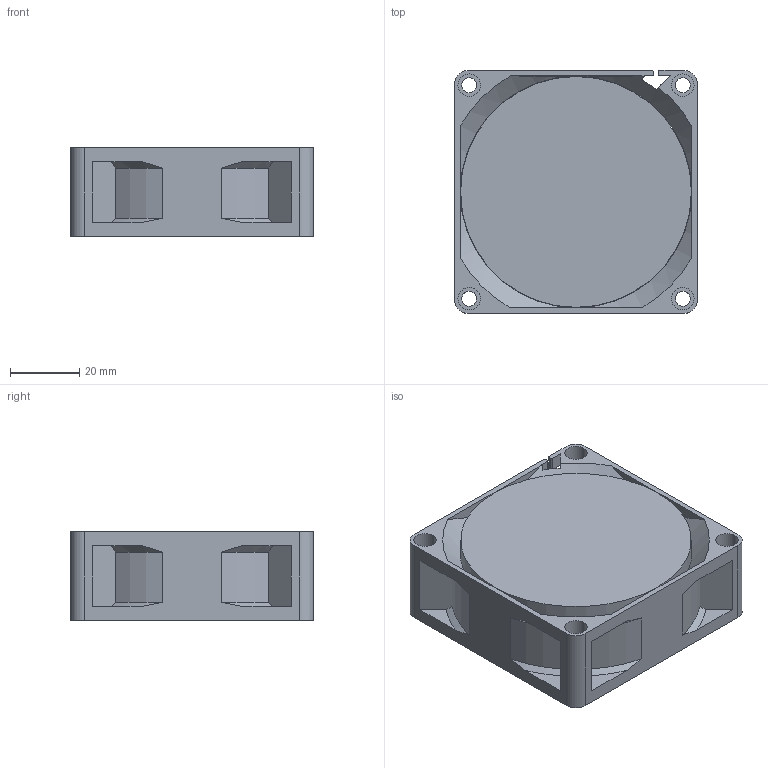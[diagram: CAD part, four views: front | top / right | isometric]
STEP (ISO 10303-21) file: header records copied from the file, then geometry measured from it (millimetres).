
FILE_DESCRIPTION((''),'2;1');
FILE_NAME('410200130001','2020-09-16T',('CHENGBIN.WU'),(''),'CREO PARAMETRIC BY PTC INC, 2015080','CREO PARAMETRIC BY PTC INC, 2015080','');
FILE_SCHEMA(('CONFIG_CONTROL_DESIGN'));
Length unit declared in the file: millimetre
Products named in the file (1): 410200130001
Bounding box: 70 x 70 x 25.4 mm (x, y, z)
Surface area: 29700.5 mm2 (no closed solid volume)
Topology: 0 solids, 1 shells, 195 faces, 551 edges, 362 vertices
Faces by surface type: plane 82, cylinder 59, bspline 32, cone 22
Entity records: 9399 total; most frequent: CARTESIAN_POINT 4621, ORIENTED_EDGE 1031, DIRECTION 860, EDGE_CURVE 544, VERTEX_POINT 363, AXIS2_PLACEMENT_3D 314, VECTOR 232, LINE 232
